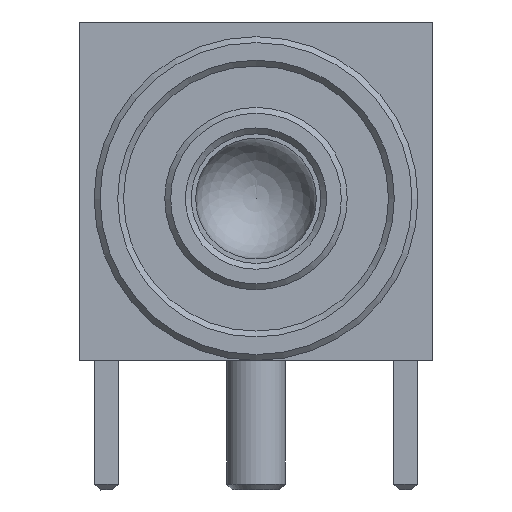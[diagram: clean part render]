
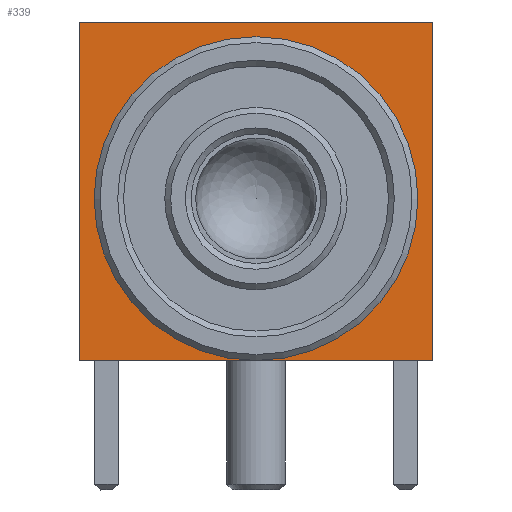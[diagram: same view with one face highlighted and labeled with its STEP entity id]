
A CAD part, left-side view. The second image highlights one B-rep face of the part: STEP entity #339.
In plain terms, the highlighted planar face has unit normal (-1, 0, 0).
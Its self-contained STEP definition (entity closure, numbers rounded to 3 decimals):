
#13=DIRECTION('',(0.,0.,1.));
#27=VECTOR('',#13,1.);
#41=VECTOR('',#42,1.);
#42=DIRECTION('',(0.,-1.,0.));
#50=DIRECTION('',(-1.,0.,0.));
#51=DIRECTION('',(0.,0.,-1.));
#62=DIRECTION('',(1.,0.,0.));
#75=VERTEX_POINT('',#76);
#76=CARTESIAN_POINT('',(-13.5,6.,0.8));
#80=ORIENTED_EDGE('',*,*,#81,.F.);
#81=EDGE_CURVE('',#82,#75,#84,.T.);
#82=VERTEX_POINT('',#83);
#83=CARTESIAN_POINT('',(-13.5,6.,12.3));
#84=LINE('',#83,#85);
#85=VECTOR('',#51,1.);
#97=DIRECTION('',(0.,1.,0.));
#121=VERTEX_POINT('',#122);
#122=CARTESIAN_POINT('',(-13.5,-6.,0.8));
#124=ORIENTED_EDGE('',*,*,#125,.F.);
#125=EDGE_CURVE('',#126,#121,#128,.T.);
#126=VERTEX_POINT('',#127);
#127=CARTESIAN_POINT('',(-13.5,0.,0.8));
#128=LINE('',#76,#41);
#129=ORIENTED_EDGE('',*,*,#130,.F.);
#130=EDGE_CURVE('',#75,#126,#128,.T.);
#154=VECTOR('',#97,1.);
#285=ORIENTED_EDGE('',*,*,#286,.F.);
#286=EDGE_CURVE('',#287,#82,#289,.T.);
#287=VERTEX_POINT('',#288);
#288=CARTESIAN_POINT('',(-13.5,-6.,12.3));
#289=LINE('',#288,#154);
#318=ORIENTED_EDGE('',*,*,#319,.F.);
#319=EDGE_CURVE('',#121,#287,#320,.T.);
#320=LINE('',#122,#27);
#339=ADVANCED_FACE('',(#340,#342),#353,.F.);
#340=FACE_BOUND('',#341,.F.);
#341=EDGE_LOOP('',(#80,#285,#318,#124,#129));
#342=FACE_BOUND('',#343,.F.);
#343=EDGE_LOOP('',(#344,#351));
#344=ORIENTED_EDGE('',*,*,#345,.T.);
#345=EDGE_CURVE('',#346,#126,#348,.T.);
#346=VERTEX_POINT('',#347);
#347=CARTESIAN_POINT('',(-13.5,-5.5,6.3));
#348=CIRCLE('',#349,5.5);
#349=AXIS2_PLACEMENT_3D('',#350,#50,#42);
#350=CARTESIAN_POINT('',(-13.5,0.,6.3));
#351=ORIENTED_EDGE('',*,*,#352,.T.);
#352=EDGE_CURVE('',#126,#346,#348,.T.);
#353=PLANE('',#354);
#354=AXIS2_PLACEMENT_3D('',#355,#62,#13);
#355=CARTESIAN_POINT('',(-13.5,0.,6.55));
